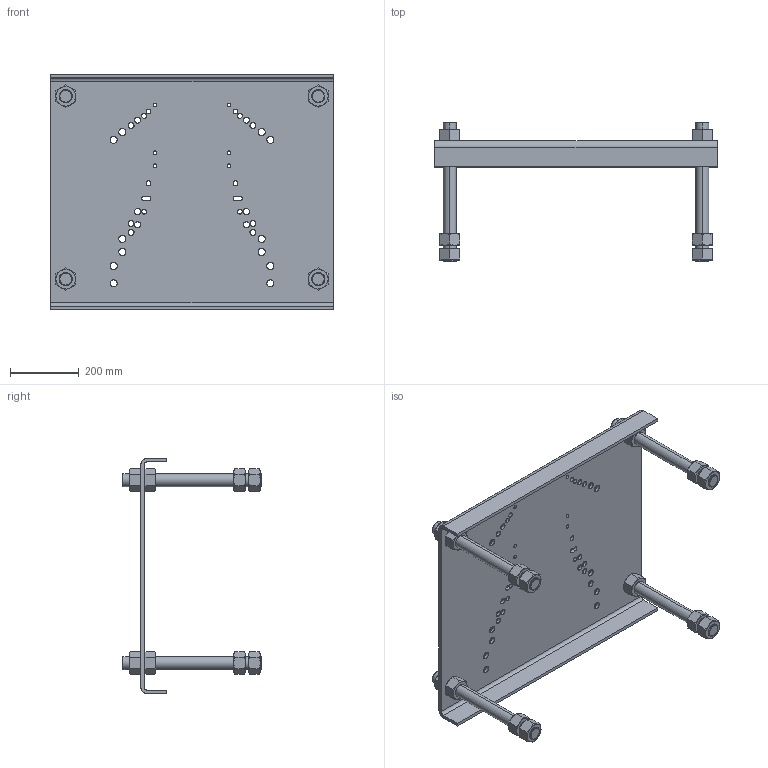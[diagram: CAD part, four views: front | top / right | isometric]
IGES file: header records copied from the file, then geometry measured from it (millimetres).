
Start section: SolidWorks IGES file using analytic representation for surfaces
Global section: file name: MBDEFAU12101541207607.igs; native system: SolidWorks 2016; preprocessor: SolidWorks 2016; author: partstream; date: 151210.154126; units: inch
Bounding box: 825.5 x 406.4 x 685.8 mm (x, y, z)
Surface area: 1633152.5 mm2 (no closed solid volume)
Topology: 0 solids, 0 shells, 578 faces, 11540 edges, 11540 vertices
Faces by surface type: revolution 360, bspline 218
